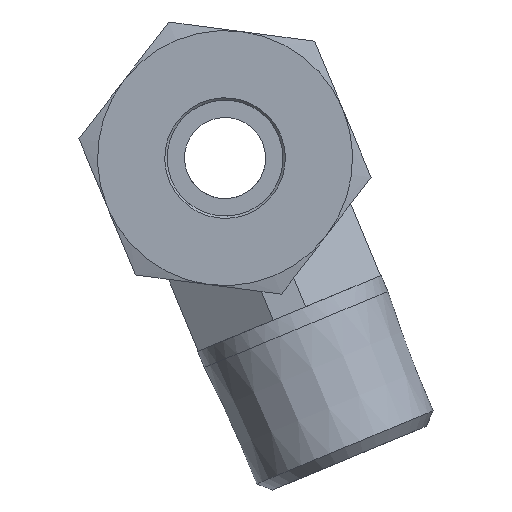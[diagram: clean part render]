
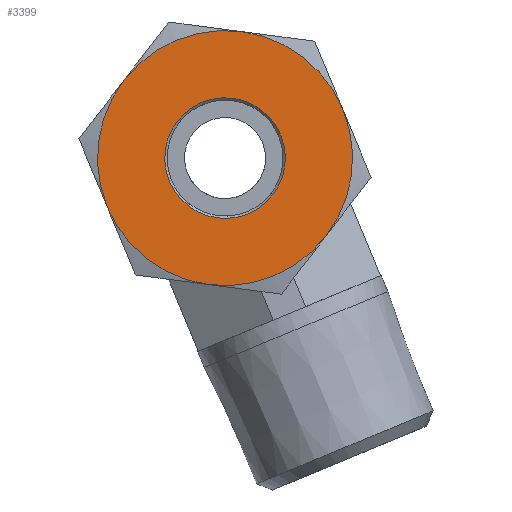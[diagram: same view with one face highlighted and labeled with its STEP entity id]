
A CAD part, front view. The second image highlights one B-rep face of the part: STEP entity #3399.
In plain terms, the highlighted face is planar.
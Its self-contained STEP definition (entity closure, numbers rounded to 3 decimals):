
#3303=CARTESIAN_POINT('',(5.2,0.,17.5));
#3304=VERTEX_POINT('',#3303);
#3305=CARTESIAN_POINT('',(0.0,0.0,17.5));
#3306=DIRECTION('',(0.0,0.0,1.0));
#3307=DIRECTION('',(-1.0,0.0,0.0));
#3308=AXIS2_PLACEMENT_3D('',#3305,#3306,#3307);
#3309=CIRCLE('',#3308,5.2);
#3310=EDGE_CURVE('',#3304,#3304,#3309,.T.);
#3335=CARTESIAN_POINT('',(0.,0.0,17.5));
#3336=DIRECTION('',(0.0,0.0,1.0));
#3337=DIRECTION('',(1.0,0.0,0.0));
#3338=AXIS2_PLACEMENT_3D('',#3335,#3336,#3337);
#3339=PLANE('',#3338);
#3340=CARTESIAN_POINT('',(-5.5,-9.526,17.5));
#3341=VERTEX_POINT('',#3340);
#3342=CARTESIAN_POINT('',(5.5,-9.526,17.5));
#3343=VERTEX_POINT('',#3342);
#3344=CARTESIAN_POINT('',(0.0,0.0,17.5));
#3345=DIRECTION('',(0.0,0.0,1.0));
#3346=DIRECTION('',(-0.5,-0.866,0.0));
#3347=AXIS2_PLACEMENT_3D('',#3344,#3345,#3346);
#3348=CIRCLE('',#3347,11.);
#3349=EDGE_CURVE('',#3341,#3343,#3348,.T.);
#3350=ORIENTED_EDGE('',*,*,#3349,.T.);
#3351=CARTESIAN_POINT('',(11.,0.,17.5));
#3352=VERTEX_POINT('',#3351);
#3353=CARTESIAN_POINT('',(0.0,0.0,17.5));
#3354=DIRECTION('',(0.0,0.0,1.0));
#3355=DIRECTION('',(-0.5,-0.866,0.0));
#3356=AXIS2_PLACEMENT_3D('',#3353,#3354,#3355);
#3357=CIRCLE('',#3356,11.);
#3358=EDGE_CURVE('',#3343,#3352,#3357,.T.);
#3359=ORIENTED_EDGE('',*,*,#3358,.T.);
#3360=CARTESIAN_POINT('',(5.5,9.526,17.5));
#3361=VERTEX_POINT('',#3360);
#3362=CARTESIAN_POINT('',(0.0,0.0,17.5));
#3363=DIRECTION('',(0.0,0.0,1.0));
#3364=DIRECTION('',(-0.5,-0.866,0.0));
#3365=AXIS2_PLACEMENT_3D('',#3362,#3363,#3364);
#3366=CIRCLE('',#3365,11.);
#3367=EDGE_CURVE('',#3352,#3361,#3366,.T.);
#3368=ORIENTED_EDGE('',*,*,#3367,.T.);
#3369=CARTESIAN_POINT('',(-5.5,9.526,17.5));
#3370=VERTEX_POINT('',#3369);
#3371=CARTESIAN_POINT('',(0.0,0.0,17.5));
#3372=DIRECTION('',(0.0,0.0,1.0));
#3373=DIRECTION('',(-0.5,-0.866,0.0));
#3374=AXIS2_PLACEMENT_3D('',#3371,#3372,#3373);
#3375=CIRCLE('',#3374,11.);
#3376=EDGE_CURVE('',#3361,#3370,#3375,.T.);
#3377=ORIENTED_EDGE('',*,*,#3376,.T.);
#3378=CARTESIAN_POINT('',(-11.0,0.0,17.5));
#3379=VERTEX_POINT('',#3378);
#3380=CARTESIAN_POINT('',(0.0,0.0,17.5));
#3381=DIRECTION('',(0.0,0.0,1.0));
#3382=DIRECTION('',(-0.5,-0.866,0.0));
#3383=AXIS2_PLACEMENT_3D('',#3380,#3381,#3382);
#3384=CIRCLE('',#3383,11.);
#3385=EDGE_CURVE('',#3370,#3379,#3384,.T.);
#3386=ORIENTED_EDGE('',*,*,#3385,.T.);
#3387=CARTESIAN_POINT('',(0.0,0.0,17.5));
#3388=DIRECTION('',(0.0,0.0,1.0));
#3389=DIRECTION('',(-0.5,-0.866,0.0));
#3390=AXIS2_PLACEMENT_3D('',#3387,#3388,#3389);
#3391=CIRCLE('',#3390,11.);
#3392=EDGE_CURVE('',#3379,#3341,#3391,.T.);
#3393=ORIENTED_EDGE('',*,*,#3392,.T.);
#3394=EDGE_LOOP('',(#3350,#3359,#3368,#3377,#3386,#3393));
#3395=FACE_OUTER_BOUND('',#3394,.T.);
#3396=ORIENTED_EDGE('',*,*,#3310,.F.);
#3397=EDGE_LOOP('',(#3396));
#3398=FACE_BOUND('',#3397,.T.);
#3399=ADVANCED_FACE('',(#3395,#3398),#3339,.T.);
